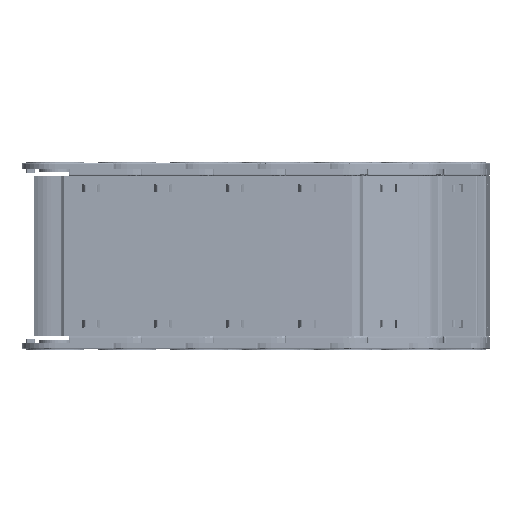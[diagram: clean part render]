
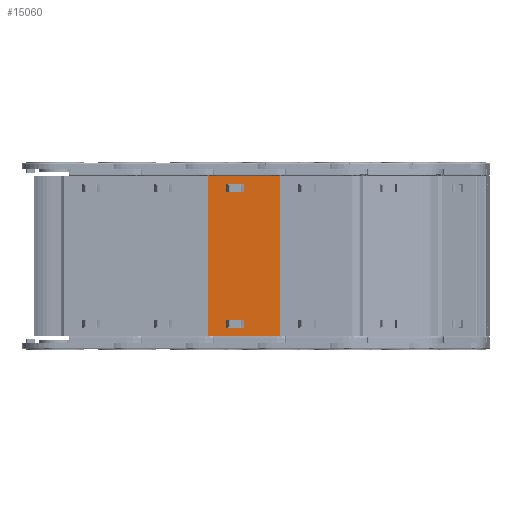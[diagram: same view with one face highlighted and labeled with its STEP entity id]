
A CAD part, front view. The second image highlights one B-rep face of the part: STEP entity #15060.
In plain terms, the highlighted planar face has unit normal (0, -1, 0).
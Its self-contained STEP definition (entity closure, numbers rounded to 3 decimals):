
#10 = FACE_OUTER_BOUND ( 'NONE', #9537, .T. ) ;
#225 = AXIS2_PLACEMENT_3D ( 'NONE', #15113, #32568, #32266 ) ;
#507 = CARTESIAN_POINT ( 'NONE',  ( -40.943, 70.399, -25.416 ) ) ;
#545 = DIRECTION ( 'NONE',  ( 0., 0., -1. ) ) ;
#620 = DIRECTION ( 'NONE',  ( 0., 0., 1. ) ) ;
#656 = LINE ( 'NONE', #42668, #3319 ) ;
#2024 = CARTESIAN_POINT ( 'NONE',  ( -40.943, 70.399, -19.116 ) ) ;
#2631 = ORIENTED_EDGE ( 'NONE', *, *, #41661, .T. ) ;
#2645 = CARTESIAN_POINT ( 'NONE',  ( -40.943, 70.399, 80.884 ) ) ;
#2773 = EDGE_CURVE ( 'NONE', #28444, #18362, #25001, .T. ) ;
#3240 = VECTOR ( 'NONE', #30280, 1000. ) ;
#3319 = VECTOR ( 'NONE', #29335, 1000. ) ;
#3470 = CARTESIAN_POINT ( 'NONE',  ( -26.943, 70.399, 80.884 ) ) ;
#3680 = LINE ( 'NONE', #2645, #25375 ) ;
#3715 = CARTESIAN_POINT ( 'NONE',  ( -26.943, 70.399, 87.184 ) ) ;
#5711 = CARTESIAN_POINT ( 'NONE',  ( -43.943, 70.399, -32.166 ) ) ;
#6539 = FACE_BOUND ( 'NONE', #21048, .T. ) ;
#6673 = ORIENTED_EDGE ( 'NONE', *, *, #35014, .T. ) ;
#6969 = VECTOR ( 'NONE', #12341, 1000. ) ;
#8287 = DIRECTION ( 'NONE',  ( 0., 0., 1. ) ) ;
#8403 = PLANE ( 'NONE',  #225 ) ;
#8432 = CARTESIAN_POINT ( 'NONE',  ( -26.943, 70.399, -19.116 ) ) ;
#8958 = CARTESIAN_POINT ( 'NONE',  ( -12.723, 70.399, -32.166 ) ) ;
#8972 = CARTESIAN_POINT ( 'NONE',  ( -40.943, 70.399, 87.184 ) ) ;
#9301 = VERTEX_POINT ( 'NONE', #8958 ) ;
#9448 = VERTEX_POINT ( 'NONE', #20038 ) ;
#9537 = EDGE_LOOP ( 'NONE', ( #28509, #19201, #40403, #27516 ) ) ;
#9648 = LINE ( 'NONE', #29645, #6969 ) ;
#10320 = FACE_BOUND ( 'NONE', #19514, .T. ) ;
#10369 = DIRECTION ( 'NONE',  ( -1., 0., 0. ) ) ;
#10659 = VECTOR ( 'NONE', #545, 1000. ) ;
#12341 = DIRECTION ( 'NONE',  ( 0., 0., -1. ) ) ;
#13741 = LINE ( 'NONE', #28249, #32221 ) ;
#14496 = EDGE_CURVE ( 'NONE', #9448, #28444, #42933, .T. ) ;
#15060 = ADVANCED_FACE ( 'NONE', ( #6539, #10, #10320 ), #8403, .F. ) ;
#15113 = CARTESIAN_POINT ( 'NONE',  ( -43.943, 70.399, 8.434 ) ) ;
#15747 = DIRECTION ( 'NONE',  ( -1., 0., 0. ) ) ;
#16649 = EDGE_CURVE ( 'NONE', #42588, #39598, #9648, .T. ) ;
#16770 = VERTEX_POINT ( 'NONE', #40024 ) ;
#17792 = ORIENTED_EDGE ( 'NONE', *, *, #26618, .T. ) ;
#18362 = VERTEX_POINT ( 'NONE', #2024 ) ;
#19201 = ORIENTED_EDGE ( 'NONE', *, *, #28920, .T. ) ;
#19514 = EDGE_LOOP ( 'NONE', ( #38722, #6673, #17792, #2631 ) ) ;
#20038 = CARTESIAN_POINT ( 'NONE',  ( -26.943, 70.399, -25.416 ) ) ;
#21048 = EDGE_LOOP ( 'NONE', ( #42082, #21705, #38081, #29019 ) ) ;
#21700 = LINE ( 'NONE', #33457, #3240 ) ;
#21705 = ORIENTED_EDGE ( 'NONE', *, *, #14496, .F. ) ;
#21801 = EDGE_CURVE ( 'NONE', #9301, #39598, #32232, .T. ) ;
#21974 = CARTESIAN_POINT ( 'NONE',  ( -40.943, 70.399, 80.884 ) ) ;
#22097 = LINE ( 'NONE', #31071, #10659 ) ;
#24430 = VECTOR ( 'NONE', #10369, 1000. ) ;
#24458 = VERTEX_POINT ( 'NONE', #21974 ) ;
#25001 = LINE ( 'NONE', #34805, #24430 ) ;
#25375 = VECTOR ( 'NONE', #34203, 1000. ) ;
#25498 = DIRECTION ( 'NONE',  ( 1., 0., 0. ) ) ;
#25621 = EDGE_CURVE ( 'NONE', #27598, #9448, #34863, .T. ) ;
#26618 = EDGE_CURVE ( 'NONE', #43199, #27648, #656, .T. ) ;
#27516 = ORIENTED_EDGE ( 'NONE', *, *, #21801, .F. ) ;
#27598 = VERTEX_POINT ( 'NONE', #507 ) ;
#27648 = VERTEX_POINT ( 'NONE', #3715 ) ;
#28249 = CARTESIAN_POINT ( 'NONE',  ( -40.943, 70.399, 80.884 ) ) ;
#28444 = VERTEX_POINT ( 'NONE', #43601 ) ;
#28509 = ORIENTED_EDGE ( 'NONE', *, *, #32108, .F. ) ;
#28920 = EDGE_CURVE ( 'NONE', #16770, #42588, #21700, .T. ) ;
#29019 = ORIENTED_EDGE ( 'NONE', *, *, #29702, .F. ) ;
#29335 = DIRECTION ( 'NONE',  ( 1., 0., 0. ) ) ;
#29645 = CARTESIAN_POINT ( 'NONE',  ( -68.923, 70.399, 90.053 ) ) ;
#29702 = EDGE_CURVE ( 'NONE', #18362, #27598, #44433, .T. ) ;
#30280 = DIRECTION ( 'NONE',  ( -1., 0., 0. ) ) ;
#31071 = CARTESIAN_POINT ( 'NONE',  ( -12.723, 70.399, 90.053 ) ) ;
#32108 = EDGE_CURVE ( 'NONE', #16770, #9301, #22097, .T. ) ;
#32221 = VECTOR ( 'NONE', #620, 1000. ) ;
#32232 = LINE ( 'NONE', #5711, #33811 ) ;
#32266 = DIRECTION ( 'NONE',  ( 0., 0., -1. ) ) ;
#32568 = DIRECTION ( 'NONE',  ( 0., 1., 0. ) ) ;
#33457 = CARTESIAN_POINT ( 'NONE',  ( -43.943, 70.399, 93.934 ) ) ;
#33811 = VECTOR ( 'NONE', #15747, 1000. ) ;
#34203 = DIRECTION ( 'NONE',  ( -1., 0., 0. ) ) ;
#34805 = CARTESIAN_POINT ( 'NONE',  ( -40.943, 70.399, -19.116 ) ) ;
#34863 = LINE ( 'NONE', #39474, #37566 ) ;
#34926 = CARTESIAN_POINT ( 'NONE',  ( -68.923, 70.399, 93.934 ) ) ;
#35014 = EDGE_CURVE ( 'NONE', #24458, #43199, #13741, .T. ) ;
#35441 = CARTESIAN_POINT ( 'NONE',  ( -68.923, 70.399, -32.166 ) ) ;
#35673 = DIRECTION ( 'NONE',  ( 0., 0., -1. ) ) ;
#35814 = LINE ( 'NONE', #38849, #37428 ) ;
#37428 = VECTOR ( 'NONE', #42327, 1000. ) ;
#37566 = VECTOR ( 'NONE', #25498, 1000. ) ;
#38081 = ORIENTED_EDGE ( 'NONE', *, *, #25621, .F. ) ;
#38722 = ORIENTED_EDGE ( 'NONE', *, *, #44210, .T. ) ;
#38849 = CARTESIAN_POINT ( 'NONE',  ( -26.943, 70.399, 80.884 ) ) ;
#39186 = CARTESIAN_POINT ( 'NONE',  ( -40.943, 70.399, -19.116 ) ) ;
#39474 = CARTESIAN_POINT ( 'NONE',  ( -40.943, 70.399, -25.416 ) ) ;
#39587 = VECTOR ( 'NONE', #35673, 1000. ) ;
#39598 = VERTEX_POINT ( 'NONE', #35441 ) ;
#40024 = CARTESIAN_POINT ( 'NONE',  ( -12.723, 70.399, 93.934 ) ) ;
#40403 = ORIENTED_EDGE ( 'NONE', *, *, #16649, .T. ) ;
#41184 = VERTEX_POINT ( 'NONE', #3470 ) ;
#41661 = EDGE_CURVE ( 'NONE', #27648, #41184, #35814, .T. ) ;
#42082 = ORIENTED_EDGE ( 'NONE', *, *, #2773, .F. ) ;
#42327 = DIRECTION ( 'NONE',  ( 0., 0., -1. ) ) ;
#42588 = VERTEX_POINT ( 'NONE', #34926 ) ;
#42668 = CARTESIAN_POINT ( 'NONE',  ( -40.943, 70.399, 87.184 ) ) ;
#42933 = LINE ( 'NONE', #8432, #44534 ) ;
#43199 = VERTEX_POINT ( 'NONE', #8972 ) ;
#43601 = CARTESIAN_POINT ( 'NONE',  ( -26.943, 70.399, -19.116 ) ) ;
#44210 = EDGE_CURVE ( 'NONE', #41184, #24458, #3680, .T. ) ;
#44433 = LINE ( 'NONE', #39186, #39587 ) ;
#44534 = VECTOR ( 'NONE', #8287, 1000. ) ;
